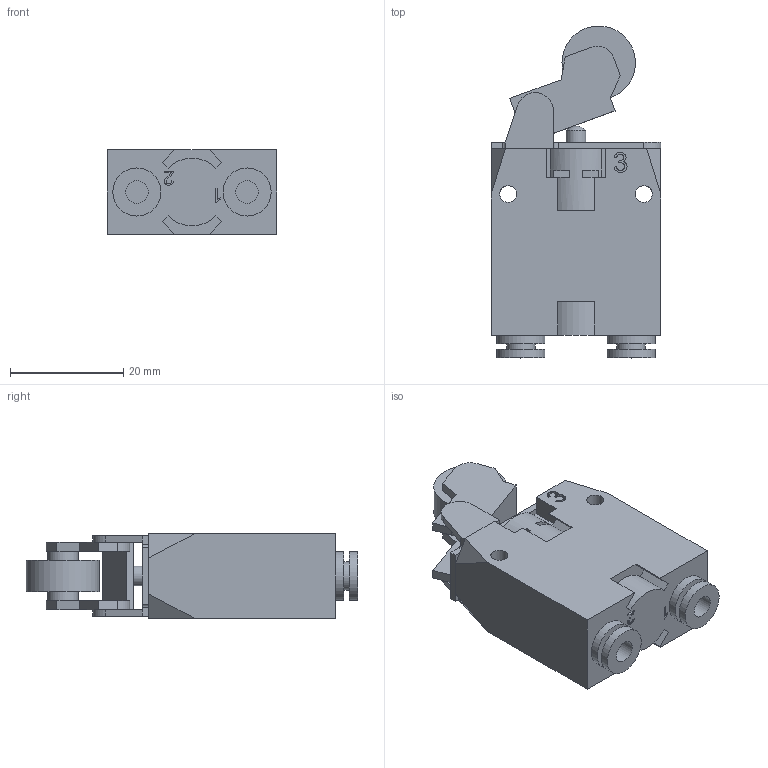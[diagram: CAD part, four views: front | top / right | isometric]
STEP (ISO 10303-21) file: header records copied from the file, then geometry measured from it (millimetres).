
FILE_DESCRIPTION( ( 'STEP AP214' ), '1' );
FILE_NAME( '104.32.2.1_1.PA.stp', '2021-06-14T13:53:18', ( 'License CC BY-ND 4.0' ), ( 'CADENAS' ), ' ', 'PARTsolutions', ' ' );
FILE_SCHEMA( ( 'AUTOMOTIVE_DESIGN { 1 0 10303 214 1 1 1 1 }' ) );
Length unit declared in the file: millimetre
Products named in the file (3): 104.32.2.1/1.PA; _104.32.0.1.P.A; _104.2.1/1
Assembly tree (2 placements, depth 2):
  104.32.2.1/1.PA
    _104.32.0.1.P.A
    _104.2.1/1
Bounding box: 30 x 58.73 x 15 mm (x, y, z)
Volume: 15977.8 mm3; surface area: 7671 mm2
Topology: 2 solids, 2 shells, 225 faces, 609 edges, 401 vertices
Faces by surface type: plane 153, cylinder 71, sphere 1
Full cylindrical faces by diameter (mm): 2.45 x4, 3 x2, 3.3 x2, 3.5 x1, 4 x2, 5 x2, 5.4 x2, 8.5 x4, 13 x1
Entity records: 8893 total; most frequent: CARTESIAN_POINT 1350, DIRECTION 1181, ORIENTED_EDGE 1150, EDGE_CURVE 575, LINE 417, VECTOR 417, VERTEX_POINT 391, AXIS2_PLACEMENT_3D 382
